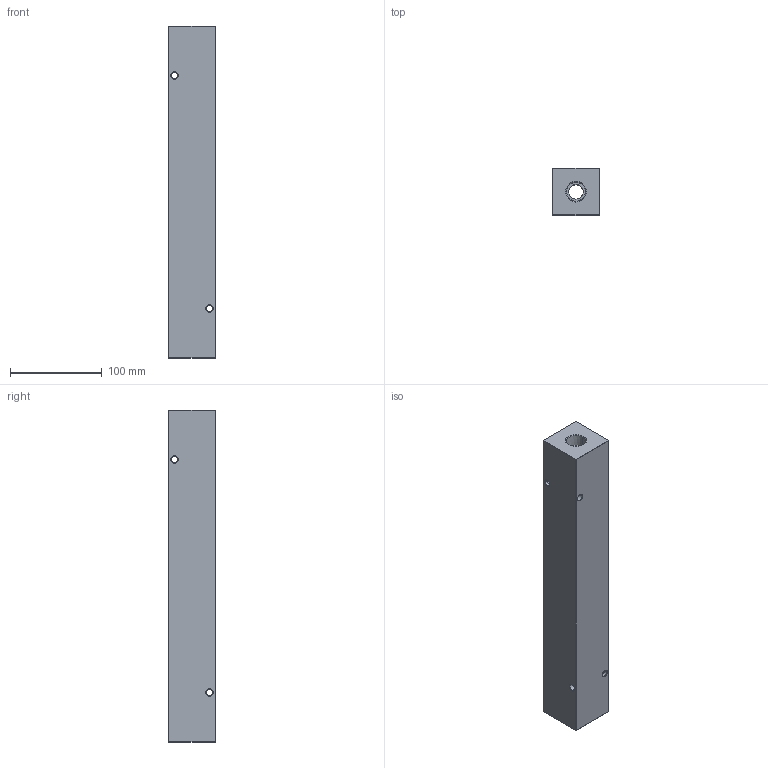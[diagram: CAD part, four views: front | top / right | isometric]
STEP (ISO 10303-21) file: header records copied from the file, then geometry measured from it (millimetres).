
FILE_DESCRIPTION (( 'STEP AP214' ), '1' );
FILE_NAME ('HM-7-0-P-8-8.STEP', '2020-02-28T19:42:50', ( '' ), ( '' ), 'SwSTEP 2.0', 'SolidWorks 2019', '' );
FILE_SCHEMA (( 'AUTOMOTIVE_DESIGN' ));
Length unit declared in the file: inch
Products named in the file (1): HM-7-0-P-8-8
Bounding box: 50.8 x 50.8 x 361.95 mm (x, y, z)
Volume: 808327 mm3; surface area: 105370.1 mm2
Topology: 1 solids, 1 shells, 511 faces, 1333 edges, 868 vertices
Faces by surface type: plane 248, bspline 193, cone 38, cylinder 32
Entity records: 31992 total; most frequent: CARTESIAN_POINT 14318, ORIENTED_EDGE 2666, DIRECTION 1653, EDGE_CURVE 1333, VERTEX_POINT 868, VECTOR 791, LINE 791, EDGE_LOOP 583
